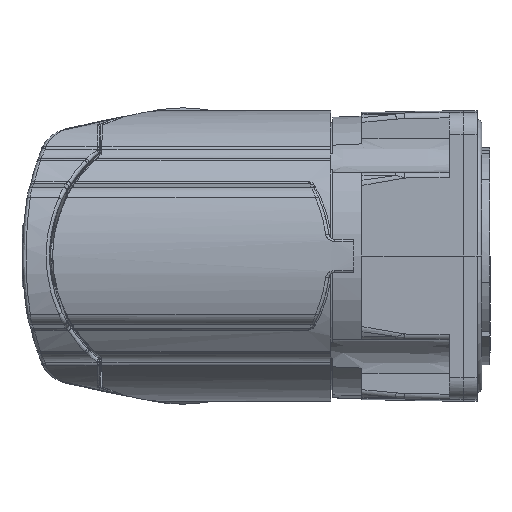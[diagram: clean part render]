
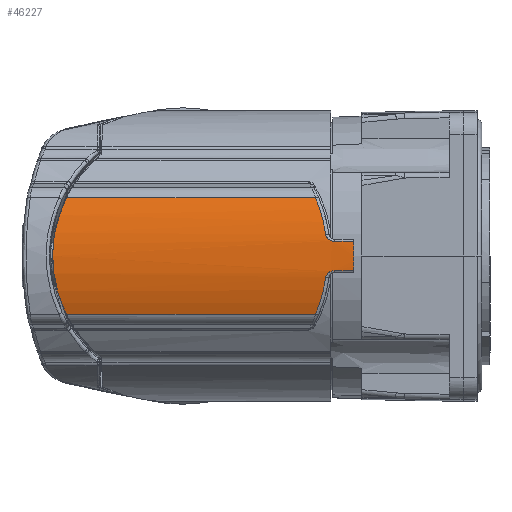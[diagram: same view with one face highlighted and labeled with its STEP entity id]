
A CAD part, left-side view. The second image highlights one B-rep face of the part: STEP entity #46227.
In plain terms, the highlighted cylindrical face has radius 15 mm (diameter 30 mm), a partial arc.
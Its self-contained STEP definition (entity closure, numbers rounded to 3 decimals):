
#11627=CARTESIAN_POINT('',(-15.,37.95,0.));
#11628=CARTESIAN_POINT('',(-15.,37.95,-0.433));
#11629=CARTESIAN_POINT('',(-14.962,37.901,
-1.305));
#11630=CARTESIAN_POINT('',(-14.791,37.679,
-2.61));
#11631=CARTESIAN_POINT('',(-14.501,37.299,
-3.914));
#11632=CARTESIAN_POINT('',(-14.225,36.929,
-4.782));
#11633=CARTESIAN_POINT('',(-14.066,36.714,
-5.21));
#11923=CARTESIAN_POINT('',(-14.066,36.714,
5.21));
#11925=CARTESIAN_POINT('',(-14.066,36.714,
5.21));
#11926=CARTESIAN_POINT('',(-14.225,36.929,
4.782));
#11927=CARTESIAN_POINT('',(-14.501,37.299,
3.914));
#11928=CARTESIAN_POINT('',(-14.791,37.679,
2.61));
#11929=CARTESIAN_POINT('',(-14.962,37.901,
1.305));
#11930=CARTESIAN_POINT('',(-15.,37.95,0.433));
#11931=CARTESIAN_POINT('',(-15.,37.95,0.));
#12238=DIRECTION('',(0.,-1.,0.));
#12239=VECTOR('',#12238,22.266);
#12240=CARTESIAN_POINT('',(-14.066,36.714,
-5.21));
#12241=LINE('',#12240,#12239);
#12255=CARTESIAN_POINT('',(-14.876,13.538,
-1.922));
#12272=CARTESIAN_POINT('',(-14.066,14.449,
-5.21));
#12279=DIRECTION('',(0.,1.,0.));
#12280=VECTOR('',#12279,1.697);
#12281=CARTESIAN_POINT('',(-14.942,11.05,-1.318));
#12282=LINE('',#12281,#12280);
#12283=CARTESIAN_POINT('',(-14.942,12.747,
-1.318));
#12284=CARTESIAN_POINT('',(-14.942,12.835,
-1.318));
#12285=CARTESIAN_POINT('',(-14.94,12.998,
-1.338));
#12286=CARTESIAN_POINT('',(-14.932,13.214,
-1.431));
#12287=CARTESIAN_POINT('',(-14.917,13.384,
-1.575));
#12288=CARTESIAN_POINT('',(-14.898,13.497,
-1.751));
#12289=CARTESIAN_POINT('',(-14.884,13.53,
-1.864));
#12290=CARTESIAN_POINT('',(-14.876,13.538,
-1.922));
#12292=CARTESIAN_POINT('',(-14.876,13.538,
-1.922));
#12293=CARTESIAN_POINT('',(-14.727,13.705,
-3.075));
#12294=CARTESIAN_POINT('',(-14.445,14.019,
-4.186));
#12295=CARTESIAN_POINT('',(-14.066,14.449,
-5.21));
#12297=DIRECTION('',(0.,-1.,0.));
#12298=VECTOR('',#12297,22.266);
#12299=CARTESIAN_POINT('',(-14.066,36.714,
5.21));
#12300=LINE('',#12299,#12298);
#12301=CARTESIAN_POINT('',(-14.066,14.449,
5.21));
#12302=CARTESIAN_POINT('',(-14.445,14.019,
4.186));
#12303=CARTESIAN_POINT('',(-14.727,13.705,
3.075));
#12304=CARTESIAN_POINT('',(-14.876,13.538,
1.922));
#12306=CARTESIAN_POINT('',(-14.876,13.538,
1.922));
#12307=CARTESIAN_POINT('',(-14.884,13.53,
1.864));
#12308=CARTESIAN_POINT('',(-14.898,13.497,
1.75));
#12309=CARTESIAN_POINT('',(-14.917,13.383,
1.574));
#12310=CARTESIAN_POINT('',(-14.932,13.213,
1.43));
#12311=CARTESIAN_POINT('',(-14.94,12.996,
1.337));
#12312=CARTESIAN_POINT('',(-14.942,12.834,
1.318));
#12313=CARTESIAN_POINT('',(-14.942,12.747,
1.318));
#12315=DIRECTION('',(0.,-1.,0.));
#12316=VECTOR('',#12315,1.697);
#12317=CARTESIAN_POINT('',(-14.942,12.747,
1.318));
#12318=LINE('',#12317,#12316);
#12337=CARTESIAN_POINT('',(0.,11.05,0.));
#12338=DIRECTION('',(0.,1.,0.));
#12339=DIRECTION('',(-0.996,0.,-0.088));
#12340=AXIS2_PLACEMENT_3D('',#12337,#12338,#12339);
#12342=CARTESIAN_POINT('',(0.,11.05,0.));
#12343=DIRECTION('',(0.,1.,0.));
#12344=DIRECTION('',(-1.,0.,0.));
#12345=AXIS2_PLACEMENT_3D('',#12342,#12343,#12344);
#29812=VERTEX_POINT('',#11923);
#29813=VERTEX_POINT('',#11931);
#29867=VERTEX_POINT('',#11633);
#29894=VERTEX_POINT('',#12255);
#29895=VERTEX_POINT('',#12283);
#29896=VERTEX_POINT('',#12272);
#29897=CARTESIAN_POINT('',(-14.942,11.05,-1.318));
#29898=VERTEX_POINT('',#29897);
#29899=CARTESIAN_POINT('',(-14.066,14.449,
5.21));
#29900=VERTEX_POINT('',#29899);
#29901=VERTEX_POINT('',#12304);
#29902=VERTEX_POINT('',#12313);
#29903=CARTESIAN_POINT('',(-14.942,11.05,1.318));
#29904=VERTEX_POINT('',#29903);
#29905=CARTESIAN_POINT('',(-15.,11.05,0.));
#29906=VERTEX_POINT('',#29905);
#46201=CARTESIAN_POINT('',(0.,12.85,0.));
#46202=DIRECTION('',(0.,-1.,0.));
#46203=DIRECTION('',(1.,0.,0.));
#46204=AXIS2_PLACEMENT_3D('',#46201,#46202,#46203);
#46205=CYLINDRICAL_SURFACE('',#46204,15.);
#46207=ORIENTED_EDGE('',*,*,#46206,.T.);
#46208=ORIENTED_EDGE('',*,*,#46192,.T.);
#46209=ORIENTED_EDGE('',*,*,#46093,.T.);
#46210=ORIENTED_EDGE('',*,*,#46004,.F.);
#46211=ORIENTED_EDGE('',*,*,#44711,.F.);
#46212=ORIENTED_EDGE('',*,*,#45020,.F.);
#46214=ORIENTED_EDGE('',*,*,#46213,.T.);
#46216=ORIENTED_EDGE('',*,*,#46215,.T.);
#46218=ORIENTED_EDGE('',*,*,#46217,.T.);
#46220=ORIENTED_EDGE('',*,*,#46219,.T.);
#46222=ORIENTED_EDGE('',*,*,#46221,.F.);
#46224=ORIENTED_EDGE('',*,*,#46223,.F.);
#46225=EDGE_LOOP('',(#46207,#46208,#46209,#46210,#46211,#46212,#46214,#46216,
#46218,#46220,#46222,#46224));
#46226=FACE_OUTER_BOUND('',#46225,.F.);
#11634=B_SPLINE_CURVE_WITH_KNOTS('',3,(#11627,#11628,#11629,#11630,#11631,
#11632,#11633),.UNSPECIFIED.,.F.,.F.,(4,1,1,1,4),(0.,0.25,0.5,0.75,
1.),.UNSPECIFIED.);
#11932=B_SPLINE_CURVE_WITH_KNOTS('',3,(#11925,#11926,#11927,#11928,#11929,
#11930,#11931),.UNSPECIFIED.,.F.,.F.,(4,1,1,1,4),(0.,0.25,0.5,0.75,
1.),.UNSPECIFIED.);
#12291=B_SPLINE_CURVE_WITH_KNOTS('',3,(#12283,#12284,#12285,#12286,#12287,
#12288,#12289,#12290),.UNSPECIFIED.,.F.,.F.,(4,1,1,1,1,4),(0.,0.2,0.4,
0.6,0.8,1.),.UNSPECIFIED.);
#12296=B_SPLINE_CURVE_WITH_KNOTS('',3,(#12292,#12293,#12294,#12295),
.UNSPECIFIED.,.F.,.F.,(4,4),(0.,1.),.UNSPECIFIED.);
#12305=B_SPLINE_CURVE_WITH_KNOTS('',3,(#12301,#12302,#12303,#12304),
.UNSPECIFIED.,.F.,.F.,(4,4),(0.,1.),.UNSPECIFIED.);
#12314=B_SPLINE_CURVE_WITH_KNOTS('',3,(#12306,#12307,#12308,#12309,#12310,
#12311,#12312,#12313),.UNSPECIFIED.,.F.,.F.,(4,1,1,1,1,4),(0.,0.2,0.4,
0.6,0.8,1.),.UNSPECIFIED.);
#12341=CIRCLE('',#12340,15.);
#12346=CIRCLE('',#12345,15.);
#44711=EDGE_CURVE('',#29813,#29867,#11634,.T.);
#45020=EDGE_CURVE('',#29812,#29813,#11932,.T.);
#46004=EDGE_CURVE('',#29867,#29896,#12241,.T.);
#46093=EDGE_CURVE('',#29894,#29896,#12296,.T.);
#46192=EDGE_CURVE('',#29895,#29894,#12291,.T.);
#46206=EDGE_CURVE('',#29898,#29895,#12282,.T.);
#46213=EDGE_CURVE('',#29812,#29900,#12300,.T.);
#46215=EDGE_CURVE('',#29900,#29901,#12305,.T.);
#46217=EDGE_CURVE('',#29901,#29902,#12314,.T.);
#46219=EDGE_CURVE('',#29902,#29904,#12318,.T.);
#46221=EDGE_CURVE('',#29906,#29904,#12346,.T.);
#46223=EDGE_CURVE('',#29898,#29906,#12341,.T.);
#46227=ADVANCED_FACE('',(#46226),#46205,.T.);
